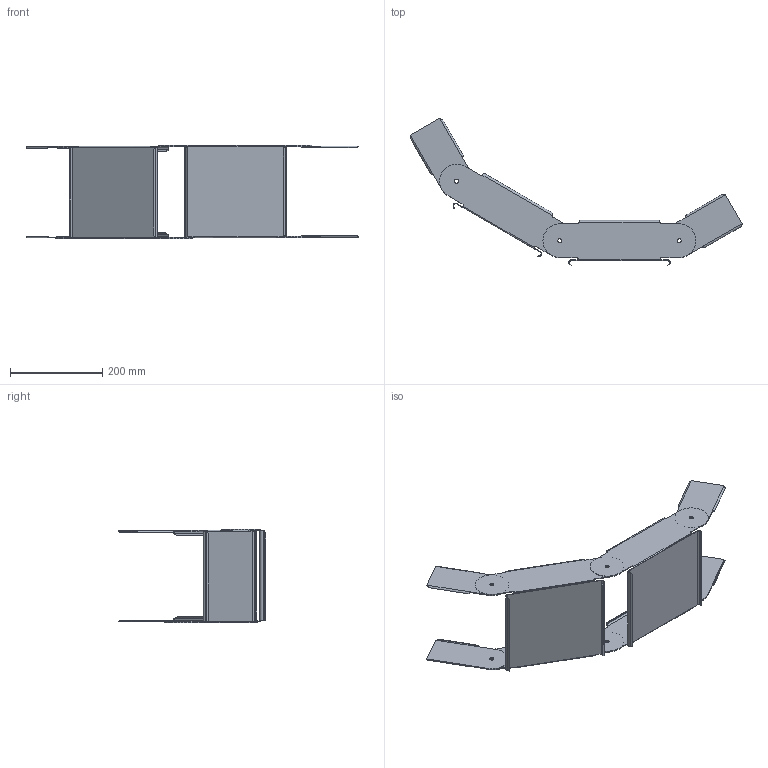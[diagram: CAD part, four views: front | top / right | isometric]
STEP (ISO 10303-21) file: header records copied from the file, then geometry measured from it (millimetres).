
FILE_DESCRIPTION((''),'2;1');
FILE_NAME('7080204_ASM','2012-11-15T',('AndreasKeweloh'),(''),'PRO/ENGINEER BY PARAMETRIC TECHNOLOGY CORPORATION, 2012230','PRO/ENGINEER BY PARAMETRIC TECHNOLOGY CORPORATION, 2012230','');
FILE_SCHEMA(('CONFIG_CONTROL_DESIGN'));
Length unit declared in the file: millimetre
Products named in the file (3): 7080204_VERT_GELENKBOGEN_E; 7080204_VERBINDERTEIL_GLATT_85; 7080204_ASM
Assembly tree (6 placements, depth 2):
  7080204_ASM
    7080204_VERT_GELENKBOGEN_E  x2
    7080204_VERBINDERTEIL_GLATT_85  x4
Bounding box: 718.2 x 318.85 x 201.25 mm (x, y, z)
Volume: 355324.4 mm3; surface area: 516106.8 mm2
Topology: 6 solids, 6 shells, 262 faces, 634 edges, 384 vertices
Faces by surface type: cylinder 112, plane 112, bspline 38
Entity records: 5338 total; most frequent: CARTESIAN_POINT 2634, ORIENTED_EDGE 548, DIRECTION 529, EDGE_CURVE 274, AXIS2_PLACEMENT_3D 180, VECTOR 169, LINE 169, VERTEX_POINT 166
